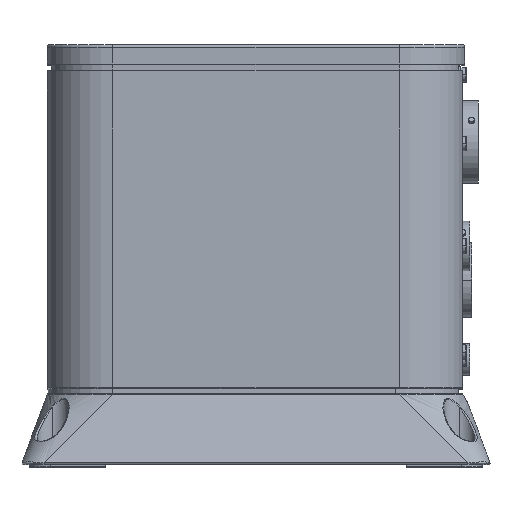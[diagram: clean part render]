
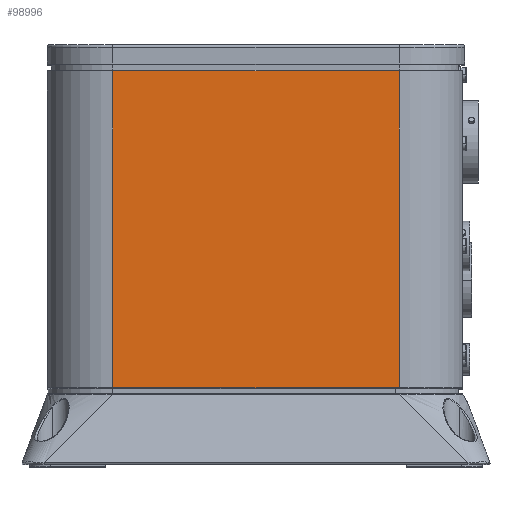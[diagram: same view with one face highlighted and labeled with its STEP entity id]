
A CAD part, top view. The second image highlights one B-rep face of the part: STEP entity #98996.
In plain terms, the highlighted planar face has unit normal (0, 0, 1).
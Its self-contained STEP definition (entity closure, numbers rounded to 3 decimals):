
#12729 = VERTEX_POINT ( 'NONE', #69294 ) ;
#12741 = VERTEX_POINT ( 'NONE', #69321 ) ;
#12745 = VERTEX_POINT ( 'NONE', #69331 ) ;
#12748 = VERTEX_POINT ( 'NONE', #69337 ) ;
#26878 = CARTESIAN_POINT ( 'NONE',  ( 55., 161., 80. ) ) ;
#26880 = LINE ( 'NONE', #26881, #78302 ) ;
#26881 = CARTESIAN_POINT ( 'NONE',  ( -55., 161., 80. ) ) ;
#26882 = LINE ( 'NONE', #26878, #78298 ) ;
#26886 = CARTESIAN_POINT ( 'NONE',  ( 55., 29.3, 80. ) ) ;
#26887 = DIRECTION ( 'NONE',  ( 0., -1., 0. ) ) ;
#26888 = LINE ( 'NONE', #26886, #78305 ) ;
#26889 = LINE ( 'NONE', #26894, #78306 ) ;
#26890 = DIRECTION ( 'NONE',  ( 0., -1., 0. ) ) ;
#26893 = DIRECTION ( 'NONE',  ( 1., 0., 0. ) ) ;
#26894 = CARTESIAN_POINT ( 'NONE',  ( 55., 150.9, 80. ) ) ;
#26896 = DIRECTION ( 'NONE',  ( -1., 0., 0. ) ) ;
#34061 = EDGE_CURVE ( 'NONE', #12748, #12729, #26882, .T. ) ;
#34064 = EDGE_CURVE ( 'NONE', #12741, #12745, #26880, .T. ) ;
#34066 = EDGE_CURVE ( 'NONE', #12745, #12729, #26888, .T. ) ;
#34068 = EDGE_CURVE ( 'NONE', #12748, #12741, #26889, .T. ) ;
#41449 = ORIENTED_EDGE ( 'NONE', *, *, #34064, .T. ) ;
#41451 = ORIENTED_EDGE ( 'NONE', *, *, #34066, .T. ) ;
#41453 = ORIENTED_EDGE ( 'NONE', *, *, #34061, .F. ) ;
#41455 = ORIENTED_EDGE ( 'NONE', *, *, #34068, .T. ) ;
#69294 = CARTESIAN_POINT ( 'NONE',  ( 55., 29.3, 80. ) ) ;
#69321 = CARTESIAN_POINT ( 'NONE',  ( -55., 150.9, 80. ) ) ;
#69331 = CARTESIAN_POINT ( 'NONE',  ( -55., 29.3, 80. ) ) ;
#69337 = CARTESIAN_POINT ( 'NONE',  ( 55., 150.9, 80. ) ) ;
#73186 = AXIS2_PLACEMENT_3D ( 'NONE', #73912, #73919, #73920 ) ;
#73912 = CARTESIAN_POINT ( 'NONE',  ( 55., 161., 80. ) ) ;
#73915 = FACE_OUTER_BOUND ( 'NONE', #107132, .T. ) ;
#73916 = PLANE ( 'NONE',  #73186 ) ;
#73919 = DIRECTION ( 'NONE',  ( 0., 0., 1. ) ) ;
#73920 = DIRECTION ( 'NONE',  ( 1., 0., 0. ) ) ;
#78298 = VECTOR ( 'NONE', #26887, 1000. ) ;
#78302 = VECTOR ( 'NONE', #26890, 1000. ) ;
#78305 = VECTOR ( 'NONE', #26893, 1000. ) ;
#78306 = VECTOR ( 'NONE', #26896, 1000. ) ;
#98996 = ADVANCED_FACE ( 'NONE', ( #73915 ), #73916, .T. ) ;
#107132 = EDGE_LOOP ( 'NONE', ( #41449, #41451, #41453, #41455 ) ) ;
